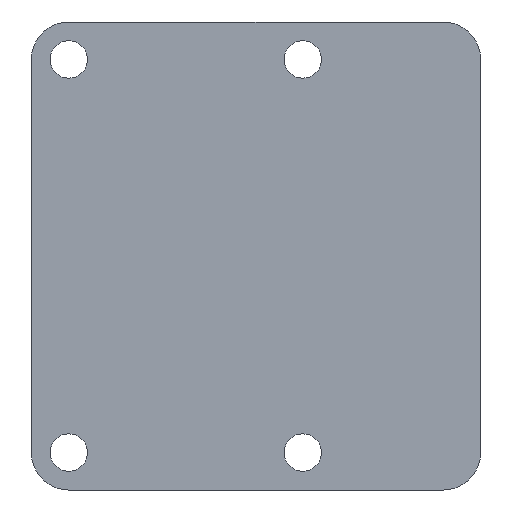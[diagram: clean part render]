
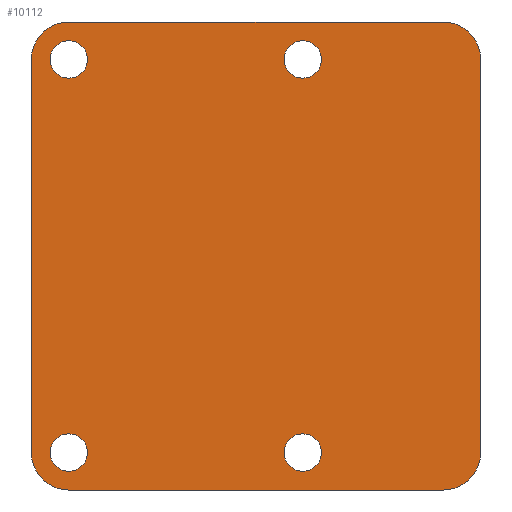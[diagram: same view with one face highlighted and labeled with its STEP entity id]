
A CAD part, left-side view. The second image highlights one B-rep face of the part: STEP entity #10112.
In plain terms, the highlighted planar face has unit normal (-1, 0, 0).
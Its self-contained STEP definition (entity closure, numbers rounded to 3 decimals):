
#125=CIRCLE('',#10395,1.);
#126=CIRCLE('',#10397,1.);
#127=CIRCLE('',#10399,1.);
#128=CIRCLE('',#10401,1.);
#129=CIRCLE('',#10404,2.);
#130=CIRCLE('',#10407,2.);
#131=CIRCLE('',#10410,2.);
#132=CIRCLE('',#10413,2.);
#278=FACE_BOUND('',#901,.T.);
#279=FACE_BOUND('',#902,.T.);
#280=FACE_BOUND('',#903,.T.);
#281=FACE_BOUND('',#904,.T.);
#528=FACE_OUTER_BOUND('',#900,.T.);
#900=EDGE_LOOP('',(#9481,#9482,#9483,#9484,#9485,#9486,#9487,#9488));
#901=EDGE_LOOP('',(#9489));
#902=EDGE_LOOP('',(#9490));
#903=EDGE_LOOP('',(#9491));
#904=EDGE_LOOP('',(#9492));
#2443=LINE('',#19741,#3026);
#2447=LINE('',#19750,#3030);
#2450=LINE('',#19758,#3033);
#2453=LINE('',#19766,#3036);
#3026=VECTOR('',#11541,10.);
#3030=VECTOR('',#11551,10.);
#3033=VECTOR('',#11560,10.);
#3036=VECTOR('',#11569,10.);
#4537=VERTEX_POINT('',#19723);
#4538=VERTEX_POINT('',#19727);
#4539=VERTEX_POINT('',#19731);
#4540=VERTEX_POINT('',#19735);
#4541=VERTEX_POINT('',#19739);
#4542=VERTEX_POINT('',#19740);
#4543=VERTEX_POINT('',#19745);
#4544=VERTEX_POINT('',#19749);
#4545=VERTEX_POINT('',#19753);
#4546=VERTEX_POINT('',#19757);
#4547=VERTEX_POINT('',#19761);
#4548=VERTEX_POINT('',#19765);
#6174=EDGE_CURVE('',#4537,#4537,#125,.T.);
#6176=EDGE_CURVE('',#4538,#4538,#126,.T.);
#6178=EDGE_CURVE('',#4539,#4539,#127,.T.);
#6180=EDGE_CURVE('',#4540,#4540,#128,.T.);
#6181=EDGE_CURVE('',#4541,#4542,#2443,.T.);
#6184=EDGE_CURVE('',#4543,#4541,#129,.T.);
#6186=EDGE_CURVE('',#4544,#4543,#2447,.T.);
#6188=EDGE_CURVE('',#4545,#4544,#130,.T.);
#6190=EDGE_CURVE('',#4546,#4545,#2450,.T.);
#6192=EDGE_CURVE('',#4547,#4546,#131,.T.);
#6194=EDGE_CURVE('',#4548,#4547,#2453,.T.);
#6196=EDGE_CURVE('',#4542,#4548,#132,.T.);
#9481=ORIENTED_EDGE('',*,*,#6196,.F.);
#9482=ORIENTED_EDGE('',*,*,#6181,.F.);
#9483=ORIENTED_EDGE('',*,*,#6184,.F.);
#9484=ORIENTED_EDGE('',*,*,#6186,.F.);
#9485=ORIENTED_EDGE('',*,*,#6188,.F.);
#9486=ORIENTED_EDGE('',*,*,#6190,.F.);
#9487=ORIENTED_EDGE('',*,*,#6192,.F.);
#9488=ORIENTED_EDGE('',*,*,#6194,.F.);
#9489=ORIENTED_EDGE('',*,*,#6180,.F.);
#9490=ORIENTED_EDGE('',*,*,#6178,.F.);
#9491=ORIENTED_EDGE('',*,*,#6176,.F.);
#9492=ORIENTED_EDGE('',*,*,#6174,.F.);
#9698=PLANE('',#10415);
#10112=ADVANCED_FACE('',(#528,#278,#279,#280,#281),#9698,.F.);
#10395=AXIS2_PLACEMENT_3D('',#19725,#11522,#11523);
#10397=AXIS2_PLACEMENT_3D('',#19729,#11527,#11528);
#10399=AXIS2_PLACEMENT_3D('',#19733,#11532,#11533);
#10401=AXIS2_PLACEMENT_3D('',#19737,#11537,#11538);
#10404=AXIS2_PLACEMENT_3D('',#19746,#11546,#11547);
#10407=AXIS2_PLACEMENT_3D('',#19754,#11555,#11556);
#10410=AXIS2_PLACEMENT_3D('',#19762,#11564,#11565);
#10413=AXIS2_PLACEMENT_3D('',#19769,#11573,#11574);
#10415=AXIS2_PLACEMENT_3D('',#19771,#11577,#11578);
#11522=DIRECTION('center_axis',(-1.,0.,0.));
#11523=DIRECTION('ref_axis',(0.,0.,-1.));
#11527=DIRECTION('center_axis',(-1.,0.,0.));
#11528=DIRECTION('ref_axis',(0.,0.,-1.));
#11532=DIRECTION('center_axis',(-1.,0.,0.));
#11533=DIRECTION('ref_axis',(0.,0.,-1.));
#11537=DIRECTION('center_axis',(-1.,0.,0.));
#11538=DIRECTION('ref_axis',(0.,0.,-1.));
#11541=DIRECTION('',(0.,-1.,0.));
#11546=DIRECTION('center_axis',(1.,0.,0.));
#11547=DIRECTION('ref_axis',(0.,1.,0.));
#11551=DIRECTION('',(0.,0.,1.));
#11555=DIRECTION('center_axis',(1.,0.,0.));
#11556=DIRECTION('ref_axis',(0.,0.,-1.));
#11560=DIRECTION('',(0.,1.,0.));
#11564=DIRECTION('center_axis',(1.,0.,0.));
#11565=DIRECTION('ref_axis',(0.,-1.,0.));
#11569=DIRECTION('',(0.,0.,-1.));
#11573=DIRECTION('center_axis',(1.,0.,0.));
#11574=DIRECTION('ref_axis',(0.,0.,1.));
#11577=DIRECTION('center_axis',(1.,0.,0.));
#11578=DIRECTION('ref_axis',(0.,0.,-1.));
#19723=CARTESIAN_POINT('',(0.,10.,11.5));
#19725=CARTESIAN_POINT('Origin',(0.,10.,10.5));
#19727=CARTESIAN_POINT('',(0.,-2.5,11.5));
#19729=CARTESIAN_POINT('Origin',(0.,-2.5,10.5));
#19731=CARTESIAN_POINT('',(0.,-2.5,-9.5));
#19733=CARTESIAN_POINT('Origin',(0.,-2.5,-10.5));
#19735=CARTESIAN_POINT('',(0.,10.,-9.5));
#19737=CARTESIAN_POINT('Origin',(0.,10.,-10.5));
#19739=CARTESIAN_POINT('',(0.,10.,12.5));
#19740=CARTESIAN_POINT('',(0.,-10.,12.5));
#19741=CARTESIAN_POINT('',(0.,10.,12.5));
#19745=CARTESIAN_POINT('',(0.,12.,10.5));
#19746=CARTESIAN_POINT('Origin',(0.,10.,10.5));
#19749=CARTESIAN_POINT('',(0.,12.,-10.5));
#19750=CARTESIAN_POINT('',(0.,12.,-10.5));
#19753=CARTESIAN_POINT('',(0.,10.,-12.5));
#19754=CARTESIAN_POINT('Origin',(0.,10.,-10.5));
#19757=CARTESIAN_POINT('',(0.,-10.,-12.5));
#19758=CARTESIAN_POINT('',(0.,-10.,-12.5));
#19761=CARTESIAN_POINT('',(0.,-12.,-10.5));
#19762=CARTESIAN_POINT('Origin',(0.,-10.,-10.5));
#19765=CARTESIAN_POINT('',(0.,-12.,10.5));
#19766=CARTESIAN_POINT('',(0.,-12.,10.5));
#19769=CARTESIAN_POINT('Origin',(0.,-10.,10.5));
#19771=CARTESIAN_POINT('Origin',(0.,0.,0.));
